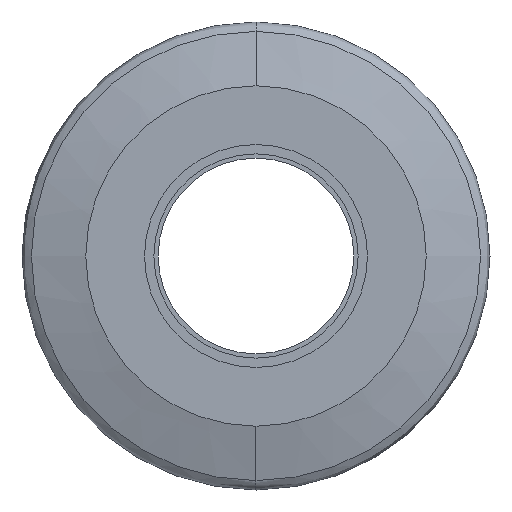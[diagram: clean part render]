
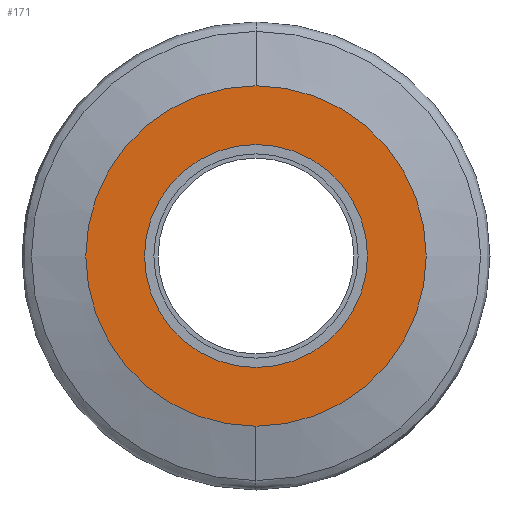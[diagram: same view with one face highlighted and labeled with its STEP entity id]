
A CAD part, left-side view. The second image highlights one B-rep face of the part: STEP entity #171.
In plain terms, the highlighted planar face has unit normal (-1, 0, 0).
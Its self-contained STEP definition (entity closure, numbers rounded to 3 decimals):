
#171=ADVANCED_FACE('',(#413,#414),#412,.T.);
#412=PLANE('',#738);
#413=FACE_OUTER_BOUND('',#739,.T.);
#414=FACE_BOUND('',#740,.T.);
#735=CARTESIAN_POINT('',(20.,41.569,26.));
#736=DIRECTION('',(-1.,0.,0.));
#737=DIRECTION('',(0.,0.,-1.));
#738=AXIS2_PLACEMENT_3D('',#735,#736,#737);
#739=EDGE_LOOP('',(#955,#956));
#740=EDGE_LOOP('',(#957,#958));
#955=ORIENTED_EDGE('',*,*,#1059,.T.);
#956=ORIENTED_EDGE('',*,*,#1060,.T.);
#957=ORIENTED_EDGE('',*,*,#1061,.F.);
#958=ORIENTED_EDGE('',*,*,#1062,.F.);
#1059=EDGE_CURVE('',#1381,#1382,#1383,.T.);
#1060=EDGE_CURVE('',#1382,#1381,#1389,.T.);
#1061=EDGE_CURVE('',#1395,#1396,#1397,.T.);
#1062=EDGE_CURVE('',#1396,#1395,#1403,.T.);
#1381=VERTEX_POINT('',#1753);
#1382=VERTEX_POINT('',#1754);
#1383=CIRCLE('',#1758,20.);
#1389=CIRCLE('',#1762,20.);
#1395=VERTEX_POINT('',#1763);
#1396=VERTEX_POINT('',#1764);
#1397=CIRCLE('',#1768,13.1);
#1403=CIRCLE('',#1772,13.1);
#1753=CARTESIAN_POINT('',(20.,0.,20.));
#1754=CARTESIAN_POINT('',(20.,0.,-20.));
#1755=CARTESIAN_POINT('',(20.,0.,0.));
#1756=DIRECTION('',(-1.,0.,0.));
#1757=DIRECTION('',(0.,0.,1.));
#1758=AXIS2_PLACEMENT_3D('',#1755,#1756,#1757);
#1759=CARTESIAN_POINT('',(20.,0.,0.));
#1760=DIRECTION('',(-1.,0.,0.));
#1761=DIRECTION('',(0.,0.,1.));
#1762=AXIS2_PLACEMENT_3D('',#1759,#1760,#1761);
#1763=CARTESIAN_POINT('',(20.,0.,-13.1));
#1764=CARTESIAN_POINT('',(20.,0.,13.1));
#1765=CARTESIAN_POINT('',(20.,0.,0.));
#1766=DIRECTION('',(-1.,0.,0.));
#1767=DIRECTION('',(0.,0.,1.));
#1768=AXIS2_PLACEMENT_3D('',#1765,#1766,#1767);
#1769=CARTESIAN_POINT('',(20.,0.,0.));
#1770=DIRECTION('',(-1.,0.,0.));
#1771=DIRECTION('',(0.,0.,1.));
#1772=AXIS2_PLACEMENT_3D('',#1769,#1770,#1771);
